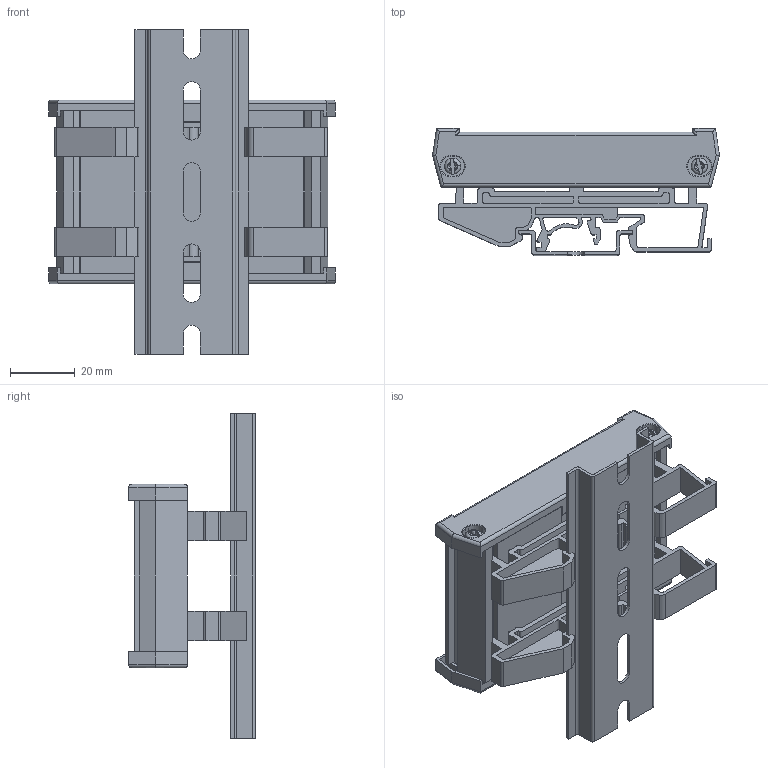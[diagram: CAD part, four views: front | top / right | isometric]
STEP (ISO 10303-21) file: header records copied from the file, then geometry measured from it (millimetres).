
FILE_DESCRIPTION (( 'STEP AP214' ), '1' );
FILE_NAME ('PHSCR-50.STEP', '2022-01-24T11:11:38', ( '' ), ( '' ), 'SwSTEP 2.0', 'SolidWorks 2017', '' );
FILE_SCHEMA (( 'AUTOMOTIVE_DESIGN' ));
Length unit declared in the file: millimetre
Products named in the file (18): End Piece_Small; Side Screw; PHSCR-50; Profile - 72-300; PCB-73; Rail-150_Rail Length - 50; PCB-73_PCB -50; Mounting Foot_Small; Rail-150; Profile - 72-300_Length-50
Assembly tree (11 placements, depth 2):
  End Piece_Small
  Side Screw
  PHSCR-50
    Profile - 72-300_Length-50
    End Piece_Small  x2
    Side Screw  x4
    PCB-73_PCB -50
    Mounting Foot_Small  x2
    Rail-150_Rail Length - 50
  Profile - 72-300
  PCB-73
Bounding box: 88.4 x 39 x 100 mm (x, y, z)
Volume: 39225.4 mm3; surface area: 60725.1 mm2
Topology: 15 solids, 15 shells, 1136 faces, 3192 edges, 2092 vertices
Faces by surface type: plane 712, cylinder 342, torus 36, cone 20, bspline 16, sphere 10
Entity records: 21281 total; most frequent: CARTESIAN_POINT 3731, ORIENTED_EDGE 3454, DIRECTION 3306, EDGE_CURVE 1727, VECTOR 1310, LINE 1310, VERTEX_POINT 1139, AXIS2_PLACEMENT_3D 998
